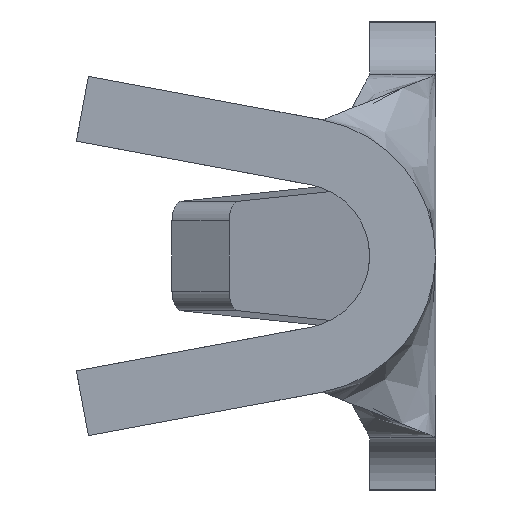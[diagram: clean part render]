
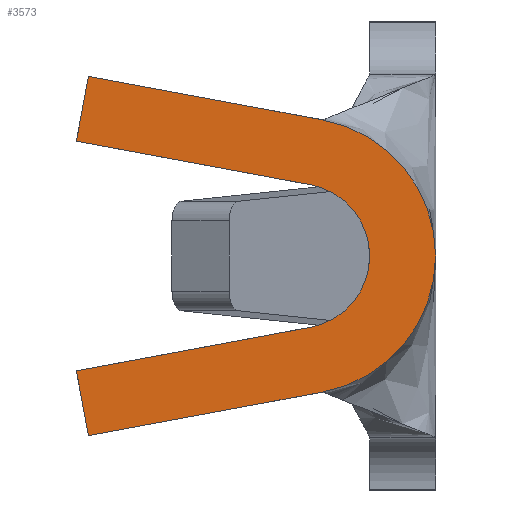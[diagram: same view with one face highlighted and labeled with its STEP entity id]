
A CAD part, left-side view. The second image highlights one B-rep face of the part: STEP entity #3573.
In plain terms, the highlighted planar face has unit normal (-1, 0, 0).
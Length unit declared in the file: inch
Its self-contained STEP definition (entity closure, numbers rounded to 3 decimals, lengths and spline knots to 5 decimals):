
#58 = VERTEX_POINT ( 'NONE', #924 ) ;
#69 = CARTESIAN_POINT ( 'NONE',  ( -0.602, 0.10534, -0.0545 ) ) ;
#108 = LINE ( 'NONE', #3639, #4765 ) ;
#148 = CARTESIAN_POINT ( 'NONE',  ( -0.602, 0.05161, 0.02416 ) ) ;
#152 = CARTESIAN_POINT ( 'NONE',  ( -0.602, 0.05161, -0.02416 ) ) ;
#189 = CARTESIAN_POINT ( 'NONE',  ( -0.602, 0.04724, -0.04369 ) ) ;
#209 = ORIENTED_EDGE ( 'NONE', *, *, #3523, .F. ) ;
#249 = DIRECTION ( 'NONE',  ( 0., 0.983, 0.183 ) ) ;
#275 = LINE ( 'NONE', #3185, #2452 ) ;
#471 = VERTEX_POINT ( 'NONE', #1360 ) ;
#485 = VERTEX_POINT ( 'NONE', #1840 ) ;
#581 = DIRECTION ( 'NONE',  ( -1., 0., 0. ) ) ;
#654 = CARTESIAN_POINT ( 'NONE',  ( -0.602, 0.03432, 0.04129 ) ) ;
#749 = ORIENTED_EDGE ( 'NONE', *, *, #1329, .F. ) ;
#754 = EDGE_CURVE ( 'NONE', #485, #471, #5443, .T. ) ;
#792 = CARTESIAN_POINT ( 'NONE',  ( -0.602, 0.03432, -0.04129 ) ) ;
#836 = ORIENTED_EDGE ( 'NONE', *, *, #754, .F. ) ;
#924 = CARTESIAN_POINT ( 'NONE',  ( -0.602, 0.109, 0.03484 ) ) ;
#1087 = DIRECTION ( 'NONE',  ( 0., -0.183, 0.983 ) ) ;
#1120 = CARTESIAN_POINT ( 'NONE',  ( -0.602, 0.04727, -0.0437 ) ) ;
#1153 = ORIENTED_EDGE ( 'NONE', *, *, #4286, .F. ) ;
#1172 = ORIENTED_EDGE ( 'NONE', *, *, #3444, .F. ) ;
#1190 = CARTESIAN_POINT ( 'NONE',  ( -0.602, 0.0516, 0.02416 ) ) ;
#1209 = VECTOR ( 'NONE', #1301, 39.37008 ) ;
#1235 = CARTESIAN_POINT ( 'NONE',  ( -0.602, 0.04723, 0.04369 ) ) ;
#1277 = CARTESIAN_POINT ( 'NONE',  ( -0.602, 0.03798, -0.02163 ) ) ;
#1301 = DIRECTION ( 'NONE',  ( 0., 0.983, -0.183 ) ) ;
#1305 = CARTESIAN_POINT ( 'NONE',  ( -0.602, 0.03798, 0.02163 ) ) ;
#1329 = EDGE_CURVE ( 'NONE', #1874, #5551, #3719, .T. ) ;
#1349 = LINE ( 'NONE', #2201, #1209 ) ;
#1355 = CIRCLE ( 'NONE', #1464, 0.042 ) ;
#1360 = CARTESIAN_POINT ( 'NONE',  ( -0.602, 0.04723, 0.04369 ) ) ;
#1395 = ORIENTED_EDGE ( 'NONE', *, *, #3710, .F. ) ;
#1446 = ORIENTED_EDGE ( 'NONE', *, *, #4365, .F. ) ;
#1464 = AXIS2_PLACEMENT_3D ( 'NONE', #2259, #5433, #2715 ) ;
#1510 = VECTOR ( 'NONE', #3627, 39.37008 ) ;
#1538 = CARTESIAN_POINT ( 'NONE',  ( -0.602, 0.05162, -0.02417 ) ) ;
#1673 = DIRECTION ( 'NONE',  ( 1., 0., 0. ) ) ;
#1751 = VERTEX_POINT ( 'NONE', #5642 ) ;
#1766 = DIRECTION ( 'NONE',  ( 0., 0.983, -0.183 ) ) ;
#1840 = CARTESIAN_POINT ( 'NONE',  ( -0.602, 0.04727, 0.0437 ) ) ;
#1874 = VERTEX_POINT ( 'NONE', #2198 ) ;
#2010 = CARTESIAN_POINT ( 'NONE',  ( -0.602, 0.109, 0.03484 ) ) ;
#2032 = LINE ( 'NONE', #5537, #5361 ) ;
#2055 = CARTESIAN_POINT ( 'NONE',  ( -0.602, 0.04723, -0.04369 ) ) ;
#2198 = CARTESIAN_POINT ( 'NONE',  ( -0.602, 0.04727, -0.0437 ) ) ;
#2201 = CARTESIAN_POINT ( 'NONE',  ( -0.602, 0.03432, -0.04129 ) ) ;
#2222 = ORIENTED_EDGE ( 'NONE', *, *, #3689, .F. ) ;
#2239 = VERTEX_POINT ( 'NONE', #5242 ) ;
#2259 = CARTESIAN_POINT ( 'NONE',  ( -0.602, 0.042, 0. ) ) ;
#2430 = CARTESIAN_POINT ( 'NONE',  ( -0.602, 0.109, -0.03484 ) ) ;
#2440 = VERTEX_POINT ( 'NONE', #5386 ) ;
#2452 = VECTOR ( 'NONE', #3656, 39.37008 ) ;
#2483 = CARTESIAN_POINT ( 'NONE',  ( -0.602, 0.05162, 0.02417 ) ) ;
#2521 = ORIENTED_EDGE ( 'NONE', *, *, #3729, .F. ) ;
#2545 = PLANE ( 'NONE',  #2643 ) ;
#2643 = AXIS2_PLACEMENT_3D ( 'NONE', #4448, #1673, #4881 ) ;
#2657 = AXIS2_PLACEMENT_3D ( 'NONE', #3360, #581, #3846 ) ;
#2661 = VERTEX_POINT ( 'NONE', #1190 ) ;
#2677 = ORIENTED_EDGE ( 'NONE', *, *, #5337, .T. ) ;
#2685 = DIRECTION ( 'NONE',  ( 0., -0.983, -0.183 ) ) ;
#2694 = DIRECTION ( 'NONE',  ( 0., 0.983, 0.183 ) ) ;
#2715 = DIRECTION ( 'NONE',  ( 0., 0., 1. ) ) ;
#2730 = VECTOR ( 'NONE', #2685, 39.37008 ) ;
#2865 = ORIENTED_EDGE ( 'NONE', *, *, #5262, .F. ) ;
#2885 = VERTEX_POINT ( 'NONE', #3692 ) ;
#2968 = CARTESIAN_POINT ( 'NONE',  ( -0.602, 0.05164, 0.02417 ) ) ;
#3120 = VERTEX_POINT ( 'NONE', #5667 ) ;
#3168 = FACE_OUTER_BOUND ( 'NONE', #4033, .T. ) ;
#3177 = B_SPLINE_CURVE_WITH_KNOTS ( 'NONE', 3,
 ( #3871, #148, #2483, #5649 ),
 .UNSPECIFIED., .F., .F.,
 ( 4, 4 ),
 ( 0., 0. ),
 .UNSPECIFIED. ) ;
#3185 = CARTESIAN_POINT ( 'NONE',  ( -0.602, 0.03798, -0.02163 ) ) ;
#3197 = CARTESIAN_POINT ( 'NONE',  ( -0.602, 0.03798, 0.02163 ) ) ;
#3285 = ORIENTED_EDGE ( 'NONE', *, *, #3673, .F. ) ;
#3298 = VECTOR ( 'NONE', #249, 39.37008 ) ;
#3360 = CARTESIAN_POINT ( 'NONE',  ( -0.602, 0.042, 0. ) ) ;
#3408 = CARTESIAN_POINT ( 'NONE',  ( -0.602, 0.0516, -0.02416 ) ) ;
#3444 = EDGE_CURVE ( 'NONE', #2885, #2239, #5704, .T. ) ;
#3466 = LINE ( 'NONE', #2010, #4554 ) ;
#3523 = EDGE_CURVE ( 'NONE', #3120, #1874, #3635, .T. ) ;
#3558 = CARTESIAN_POINT ( 'NONE',  ( -0.602, 0.04727, 0.0437 ) ) ;
#3573 = ADVANCED_FACE ( 'NONE', ( #3168 ), #2545, .F. ) ;
#3602 = CARTESIAN_POINT ( 'NONE',  ( -0.602, 0.03432, 0.04129 ) ) ;
#3608 = ORIENTED_EDGE ( 'NONE', *, *, #4674, .F. ) ;
#3627 = DIRECTION ( 'NONE',  ( 0., 0.983, 0.183 ) ) ;
#3635 = B_SPLINE_CURVE_WITH_KNOTS ( 'NONE', 3,
 ( #2055, #189, #3920, #1120 ),
 .UNSPECIFIED., .F., .F.,
 ( 4, 4 ),
 ( 0., 0. ),
 .UNSPECIFIED. ) ;
#3639 = CARTESIAN_POINT ( 'NONE',  ( -0.602, 0.03798, 0.02163 ) ) ;
#3656 = DIRECTION ( 'NONE',  ( 0., -0.983, 0.183 ) ) ;
#3673 = EDGE_CURVE ( 'NONE', #2440, #485, #3994, .T. ) ;
#3689 = EDGE_CURVE ( 'NONE', #4132, #58, #5299, .T. ) ;
#3692 = CARTESIAN_POINT ( 'NONE',  ( -0.602, 0.05164, -0.02417 ) ) ;
#3710 = EDGE_CURVE ( 'NONE', #3906, #4698, #1355, .T. ) ;
#3719 = LINE ( 'NONE', #792, #4811 ) ;
#3729 = EDGE_CURVE ( 'NONE', #4775, #2885, #275, .T. ) ;
#3757 = CARTESIAN_POINT ( 'NONE',  ( -0.602, 0.03432, 0.04129 ) ) ;
#3777 = ORIENTED_EDGE ( 'NONE', *, *, #5253, .F. ) ;
#3846 = DIRECTION ( 'NONE',  ( 0., 0., 1. ) ) ;
#3871 = CARTESIAN_POINT ( 'NONE',  ( -0.602, 0.0516, 0.02416 ) ) ;
#3906 = VERTEX_POINT ( 'NONE', #3757 ) ;
#3920 = CARTESIAN_POINT ( 'NONE',  ( -0.602, 0.04725, -0.0437 ) ) ;
#3942 = EDGE_CURVE ( 'NONE', #5551, #4775, #2032, .T. ) ;
#3994 = LINE ( 'NONE', #3602, #2730 ) ;
#4026 = CARTESIAN_POINT ( 'NONE',  ( -0.602, 0.04724, 0.04369 ) ) ;
#4033 = EDGE_LOOP ( 'NONE', ( #2222, #2865, #1446, #3608, #4763, #1172, #2521, #4422, #749, #209, #1153, #1395, #2677, #836, #3285, #3777 ) ) ;
#4132 = VERTEX_POINT ( 'NONE', #2968 ) ;
#4277 = EDGE_CURVE ( 'NONE', #1751, #2239, #5146, .T. ) ;
#4286 = EDGE_CURVE ( 'NONE', #4698, #3120, #1349, .T. ) ;
#4365 = EDGE_CURVE ( 'NONE', #4970, #2661, #108, .T. ) ;
#4422 = ORIENTED_EDGE ( 'NONE', *, *, #3942, .F. ) ;
#4448 = CARTESIAN_POINT ( 'NONE',  ( -0.602, 0.042, 0. ) ) ;
#4554 = VECTOR ( 'NONE', #1087, 39.37008 ) ;
#4674 = EDGE_CURVE ( 'NONE', #1751, #4970, #5069, .T. ) ;
#4698 = VERTEX_POINT ( 'NONE', #5593 ) ;
#4763 = ORIENTED_EDGE ( 'NONE', *, *, #4277, .T. ) ;
#4765 = VECTOR ( 'NONE', #2694, 39.37008 ) ;
#4775 = VERTEX_POINT ( 'NONE', #2430 ) ;
#4811 = VECTOR ( 'NONE', #5786, 39.37008 ) ;
#4881 = DIRECTION ( 'NONE',  ( 0., 0., -1. ) ) ;
#4898 = VECTOR ( 'NONE', #1766, 39.37008 ) ;
#4970 = VERTEX_POINT ( 'NONE', #3197 ) ;
#5069 = CIRCLE ( 'NONE', #2657, 0.022 ) ;
#5085 = DIRECTION ( 'NONE',  ( 0., 0.183, 0.983 ) ) ;
#5146 = LINE ( 'NONE', #1277, #4898 ) ;
#5187 = CARTESIAN_POINT ( 'NONE',  ( -0.602, 0.05164, -0.02417 ) ) ;
#5242 = CARTESIAN_POINT ( 'NONE',  ( -0.602, 0.0516, -0.02416 ) ) ;
#5253 = EDGE_CURVE ( 'NONE', #58, #2440, #3466, .T. ) ;
#5262 = EDGE_CURVE ( 'NONE', #2661, #4132, #3177, .T. ) ;
#5299 = LINE ( 'NONE', #1305, #1510 ) ;
#5337 = EDGE_CURVE ( 'NONE', #3906, #471, #5687, .T. ) ;
#5361 = VECTOR ( 'NONE', #5085, 39.37008 ) ;
#5386 = CARTESIAN_POINT ( 'NONE',  ( -0.602, 0.10534, 0.0545 ) ) ;
#5433 = DIRECTION ( 'NONE',  ( 1., 0., 0. ) ) ;
#5443 = B_SPLINE_CURVE_WITH_KNOTS ( 'NONE', 3,
 ( #3558, #5769, #4026, #1235 ),
 .UNSPECIFIED., .F., .F.,
 ( 4, 4 ),
 ( 0., 0. ),
 .UNSPECIFIED. ) ;
#5537 = CARTESIAN_POINT ( 'NONE',  ( -0.602, 0.109, -0.03484 ) ) ;
#5551 = VERTEX_POINT ( 'NONE', #69 ) ;
#5593 = CARTESIAN_POINT ( 'NONE',  ( -0.602, 0.03432, -0.04129 ) ) ;
#5642 = CARTESIAN_POINT ( 'NONE',  ( -0.602, 0.03798, -0.02163 ) ) ;
#5649 = CARTESIAN_POINT ( 'NONE',  ( -0.602, 0.05164, 0.02417 ) ) ;
#5667 = CARTESIAN_POINT ( 'NONE',  ( -0.602, 0.04723, -0.04369 ) ) ;
#5687 = LINE ( 'NONE', #654, #3298 ) ;
#5704 = B_SPLINE_CURVE_WITH_KNOTS ( 'NONE', 3,
 ( #5187, #1538, #152, #3408 ),
 .UNSPECIFIED., .F., .F.,
 ( 4, 4 ),
 ( 0., 0. ),
 .UNSPECIFIED. ) ;
#5769 = CARTESIAN_POINT ( 'NONE',  ( -0.602, 0.04725, 0.0437 ) ) ;
#5786 = DIRECTION ( 'NONE',  ( 0., 0.983, -0.183 ) ) ;
